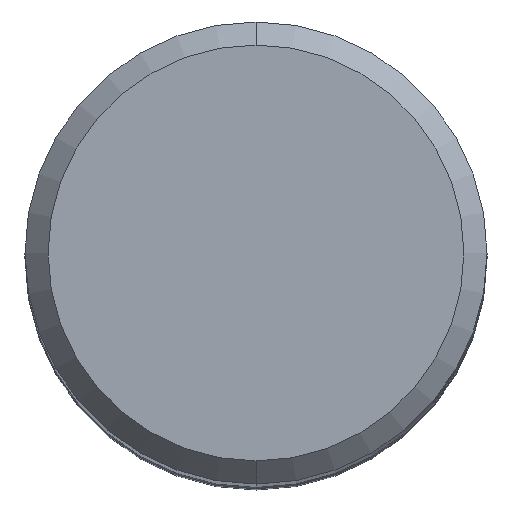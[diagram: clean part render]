
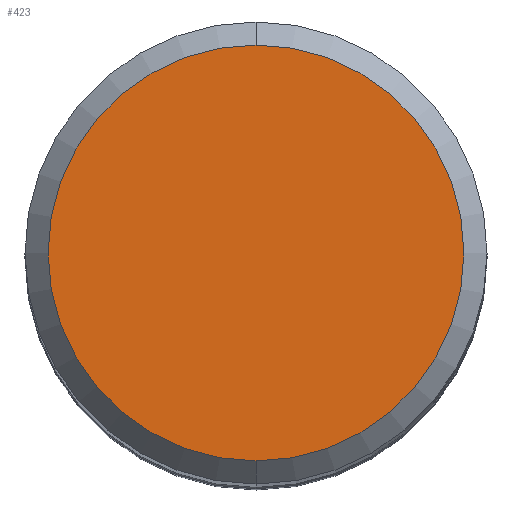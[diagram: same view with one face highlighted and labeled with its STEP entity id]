
A CAD part, top view. The second image highlights one B-rep face of the part: STEP entity #423.
In plain terms, the highlighted planar face has unit normal (0, 0, 1).
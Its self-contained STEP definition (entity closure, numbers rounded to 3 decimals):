
#361=VERTEX_POINT('',#697);
#387=EDGE_CURVE('',#361,#425,#725,.T.);
#403=EDGE_CURVE('',#425,#361,#742,.T.);
#423=ADVANCED_FACE('',(#764),#765,.T.);
#425=VERTEX_POINT('',#767);
#697=CARTESIAN_POINT('',(0.0,5.4,0.0));
#725=CIRCLE('',#1369,5.4);
#742=CIRCLE('',#1395,5.4);
#764=FACE_OUTER_BOUND('',#1466,.T.);
#765=PLANE('',#1467);
#767=CARTESIAN_POINT('',(0.,-5.4,0.0));
#1369=AXIS2_PLACEMENT_3D('',#1774,#1775,#1776);
#1395=AXIS2_PLACEMENT_3D('',#1789,#1790,#1791);
#1466=EDGE_LOOP('',(#1827,#1828));
#1467=AXIS2_PLACEMENT_3D('',#1829,#1830,#1831);
#1774=CARTESIAN_POINT('',(0.0,0.0,0.0));
#1775=DIRECTION('',(0.0,0.0,-1.0));
#1776=DIRECTION('',(0.0,1.0,0.0));
#1789=CARTESIAN_POINT('',(0.0,0.0,0.0));
#1790=DIRECTION('',(0.0,0.0,-1.0));
#1791=DIRECTION('',(0.0,1.0,0.0));
#1827=ORIENTED_EDGE('',*,*,#387,.F.);
#1828=ORIENTED_EDGE('',*,*,#403,.F.);
#1829=CARTESIAN_POINT('',(0.0,2.7,0.0));
#1830=DIRECTION('',(-0.0,0.0,1.0));
#1831=DIRECTION('',(0.0,-1.0,0.0));
